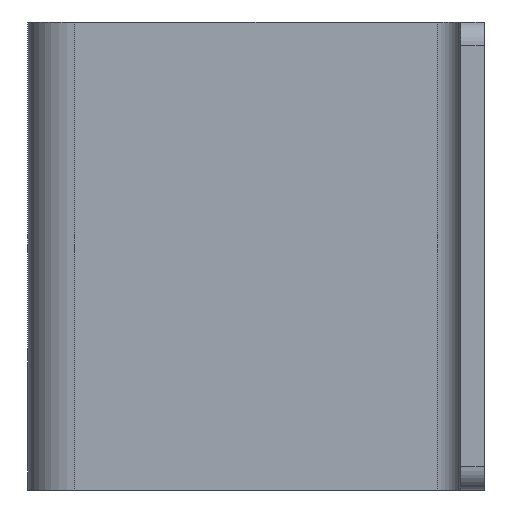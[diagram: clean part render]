
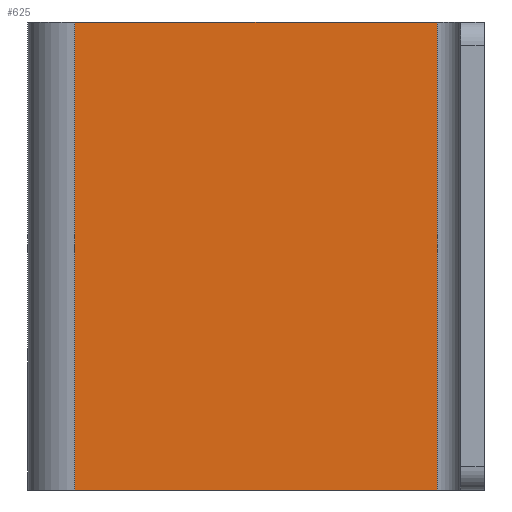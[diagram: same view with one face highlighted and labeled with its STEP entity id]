
A CAD part, left-side view. The second image highlights one B-rep face of the part: STEP entity #625.
In plain terms, the highlighted planar face has unit normal (-1, 0, 0).
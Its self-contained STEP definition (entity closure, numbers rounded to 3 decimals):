
#32=PLANE('',#714);
#64=FACE_OUTER_BOUND('',#100,.T.);
#100=EDGE_LOOP('',(#554,#555,#556,#557));
#139=LINE('',#1034,#195);
#146=LINE('',#1051,#202);
#152=LINE('',#1070,#208);
#157=LINE('',#1087,#213);
#195=VECTOR('',#837,10.);
#202=VECTOR('',#856,10.);
#208=VECTOR('',#878,10.);
#213=VECTOR('',#903,10.);
#295=VERTEX_POINT('',#1031);
#296=VERTEX_POINT('',#1033);
#300=VERTEX_POINT('',#1049);
#305=VERTEX_POINT('',#1069);
#370=EDGE_CURVE('',#295,#296,#139,.T.);
#379=EDGE_CURVE('',#300,#295,#146,.T.);
#388=EDGE_CURVE('',#296,#305,#152,.T.);
#397=EDGE_CURVE('',#305,#300,#157,.T.);
#554=ORIENTED_EDGE('',*,*,#379,.F.);
#555=ORIENTED_EDGE('',*,*,#397,.F.);
#556=ORIENTED_EDGE('',*,*,#388,.F.);
#557=ORIENTED_EDGE('',*,*,#370,.F.);
#625=ADVANCED_FACE('',(#64),#32,.T.);
#714=AXIS2_PLACEMENT_3D('',#1086,#901,#902);
#837=DIRECTION('',(0.,1.,0.));
#856=DIRECTION('',(0.,0.,-1.));
#878=DIRECTION('',(0.,0.,1.));
#901=DIRECTION('center_axis',(-1.,0.,0.));
#902=DIRECTION('ref_axis',(0.,-1.,0.));
#903=DIRECTION('',(0.,-1.,0.));
#1031=CARTESIAN_POINT('',(-50.,-35.,0.));
#1033=CARTESIAN_POINT('',(-50.,-4.,0.));
#1034=CARTESIAN_POINT('',(-50.,-39.,0.));
#1049=CARTESIAN_POINT('',(-50.,-35.,40.));
#1051=CARTESIAN_POINT('',(-50.,-35.,0.));
#1069=CARTESIAN_POINT('',(-50.,-4.,40.));
#1070=CARTESIAN_POINT('',(-50.,-4.,0.));
#1086=CARTESIAN_POINT('Origin',(-50.,-4.,0.));
#1087=CARTESIAN_POINT('',(-50.,-39.,40.));
